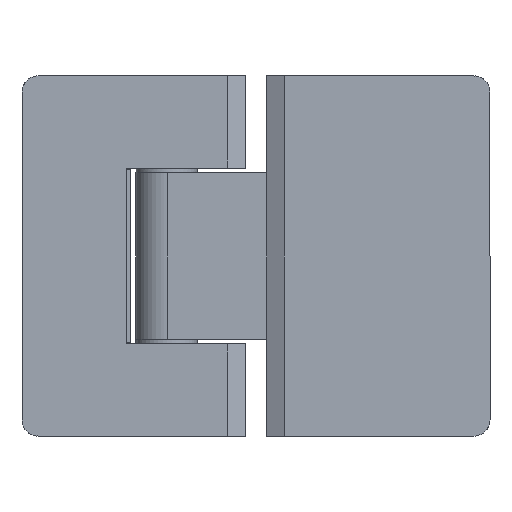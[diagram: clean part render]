
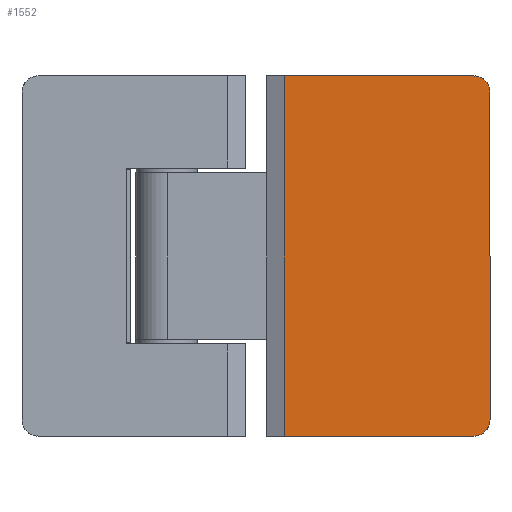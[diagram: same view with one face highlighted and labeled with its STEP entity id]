
A CAD part, front view. The second image highlights one B-rep face of the part: STEP entity #1552.
In plain terms, the highlighted face is planar.
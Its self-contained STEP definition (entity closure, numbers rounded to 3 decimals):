
#1552=ADVANCED_FACE('',(#3472),#30355,.T.);
#3472=FACE_OUTER_BOUND('',#5458,.T.);
#5458=EDGE_LOOP('',(#12205,#12206,#12207,#12208,#12209,#12210));
#12205=ORIENTED_EDGE('',*,*,#19361,.F.);
#12206=ORIENTED_EDGE('',*,*,#19375,.F.);
#12207=ORIENTED_EDGE('',*,*,#19362,.F.);
#12208=ORIENTED_EDGE('',*,*,#19363,.F.);
#12209=ORIENTED_EDGE('',*,*,#19364,.F.);
#12210=ORIENTED_EDGE('',*,*,#19370,.F.);
#19361=EDGE_CURVE('',#28355,#28353,#23708,.T.);
#19362=EDGE_CURVE('',#28357,#28356,#23709,.T.);
#19363=EDGE_CURVE('',#28358,#28357,#23710,.T.);
#19364=EDGE_CURVE('',#28354,#28358,#23711,.T.);
#19370=EDGE_CURVE('',#28353,#28354,#26269,.T.);
#19375=EDGE_CURVE('',#28356,#28355,#26271,.T.);
#23708=B_SPLINE_CURVE_WITH_KNOTS('',1,(#57638,#57639),.UNSPECIFIED.,.F.,
 .F.,(2,2),(-80.,0.),.UNSPECIFIED.);
#23709=B_SPLINE_CURVE_WITH_KNOTS('',1,(#57640,#57641),.UNSPECIFIED.,.F.,
 .F.,(2,2),(-46.3,0.),.UNSPECIFIED.);
#23710=B_SPLINE_CURVE_WITH_KNOTS('',1,(#57642,#57643),.UNSPECIFIED.,.F.,
 .F.,(2,2),(-88.,0.),.UNSPECIFIED.);
#23711=B_SPLINE_CURVE_WITH_KNOTS('',1,(#57644,#57645),.UNSPECIFIED.,.F.,
 .F.,(2,2),(-46.3,0.),.UNSPECIFIED.);
#26269=(
BOUNDED_CURVE()
B_SPLINE_CURVE(2,(#57657,#57658,#57659),.UNSPECIFIED.,.F.,.F.)
B_SPLINE_CURVE_WITH_KNOTS((3,3),(0.,6.283),.UNSPECIFIED.)
CURVE()
GEOMETRIC_REPRESENTATION_ITEM()
RATIONAL_B_SPLINE_CURVE((1.,0.707,1.))
REPRESENTATION_ITEM('')
);
#26271=(
BOUNDED_CURVE()
B_SPLINE_CURVE(2,(#57669,#57670,#57671),.UNSPECIFIED.,.F.,.F.)
B_SPLINE_CURVE_WITH_KNOTS((3,3),(0.,6.283),.UNSPECIFIED.)
CURVE()
GEOMETRIC_REPRESENTATION_ITEM()
RATIONAL_B_SPLINE_CURVE((1.,0.707,1.))
REPRESENTATION_ITEM('')
);
#28353=VERTEX_POINT('',#56792);
#28354=VERTEX_POINT('',#56793);
#28355=VERTEX_POINT('',#56794);
#28356=VERTEX_POINT('',#56795);
#28357=VERTEX_POINT('',#56796);
#28358=VERTEX_POINT('',#56797);
#30355=PLANE('',#34169);
#34169=AXIS2_PLACEMENT_3D('',#55638,#35857,$);
#35857=DIRECTION('',(0.,0.,1.));
#55638=CARTESIAN_POINT('',(52.8,-5.03,4.5));
#56792=CARTESIAN_POINT('',(-40.,0.,4.5));
#56793=CARTESIAN_POINT('',(-44.,4.,4.5));
#56794=CARTESIAN_POINT('',(40.,0.,4.5));
#56795=CARTESIAN_POINT('',(44.,4.,4.5));
#56796=CARTESIAN_POINT('',(44.,50.3,4.5));
#56797=CARTESIAN_POINT('',(-44.,50.3,4.5));
#57638=CARTESIAN_POINT('',(40.,0.,4.5));
#57639=CARTESIAN_POINT('',(-40.,0.,4.5));
#57640=CARTESIAN_POINT('',(44.,50.3,4.5));
#57641=CARTESIAN_POINT('',(44.,4.,4.5));
#57642=CARTESIAN_POINT('',(-44.,50.3,4.5));
#57643=CARTESIAN_POINT('',(44.,50.3,4.5));
#57644=CARTESIAN_POINT('',(-44.,4.,4.5));
#57645=CARTESIAN_POINT('',(-44.,50.3,4.5));
#57657=CARTESIAN_POINT('',(-40.,0.,4.5));
#57658=CARTESIAN_POINT('',(-44.,0.,4.5));
#57659=CARTESIAN_POINT('',(-44.,4.,4.5));
#57669=CARTESIAN_POINT('',(44.,4.,4.5));
#57670=CARTESIAN_POINT('',(44.,0.,4.5));
#57671=CARTESIAN_POINT('',(40.,0.,4.5));
